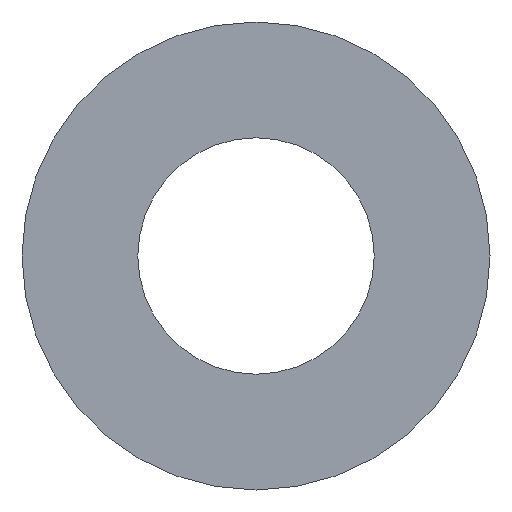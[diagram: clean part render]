
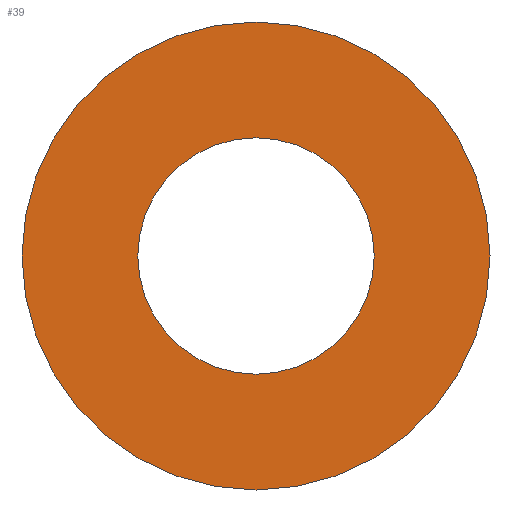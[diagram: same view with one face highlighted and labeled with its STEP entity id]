
A CAD part, left-side view. The second image highlights one B-rep face of the part: STEP entity #39.
In plain terms, the highlighted planar face has unit normal (-1, 0, 0).
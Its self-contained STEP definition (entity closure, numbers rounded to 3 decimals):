
#39 = ADVANCED_FACE( '', ( #78, #79 ), #80, .T. );
#78 = FACE_BOUND( '', #113, .T. );
#79 = FACE_OUTER_BOUND( '', #114, .T. );
#80 = PLANE( '', #115 );
#113 = EDGE_LOOP( '', ( #150 ) );
#114 = EDGE_LOOP( '', ( #151 ) );
#115 = AXIS2_PLACEMENT_3D( '', #152, #153, #154 );
#150 = ORIENTED_EDGE( '', *, *, #177, .T. );
#151 = ORIENTED_EDGE( '', *, *, #173, .F. );
#152 = CARTESIAN_POINT( '', ( -140., 0., 79. ) );
#153 = DIRECTION( '', ( -1., 0., 0. ) );
#154 = DIRECTION( '', ( 0., 0., 1. ) );
#173 = EDGE_CURVE( '', #190, #190, #191, .T. );
#177 = EDGE_CURVE( '', #196, #196, #197, .T. );
#190 = VERTEX_POINT( '', #211 );
#191 = CIRCLE( '', #212, 79. );
#196 = VERTEX_POINT( '', #217 );
#197 = CIRCLE( '', #218, 39.9 );
#211 = CARTESIAN_POINT( '', ( -140., 0., -79. ) );
#212 = AXIS2_PLACEMENT_3D( '', #232, #233, #234 );
#217 = CARTESIAN_POINT( '', ( -140., 0., -39.9 ) );
#218 = AXIS2_PLACEMENT_3D( '', #238, #239, #240 );
#232 = CARTESIAN_POINT( '', ( -140., 0., 0. ) );
#233 = DIRECTION( '', ( 1., 0., 0. ) );
#234 = DIRECTION( '', ( 0., 0., -1. ) );
#238 = CARTESIAN_POINT( '', ( -140., 0., 0. ) );
#239 = DIRECTION( '', ( 1., 0., 0. ) );
#240 = DIRECTION( '', ( 0., 0., -1. ) );
